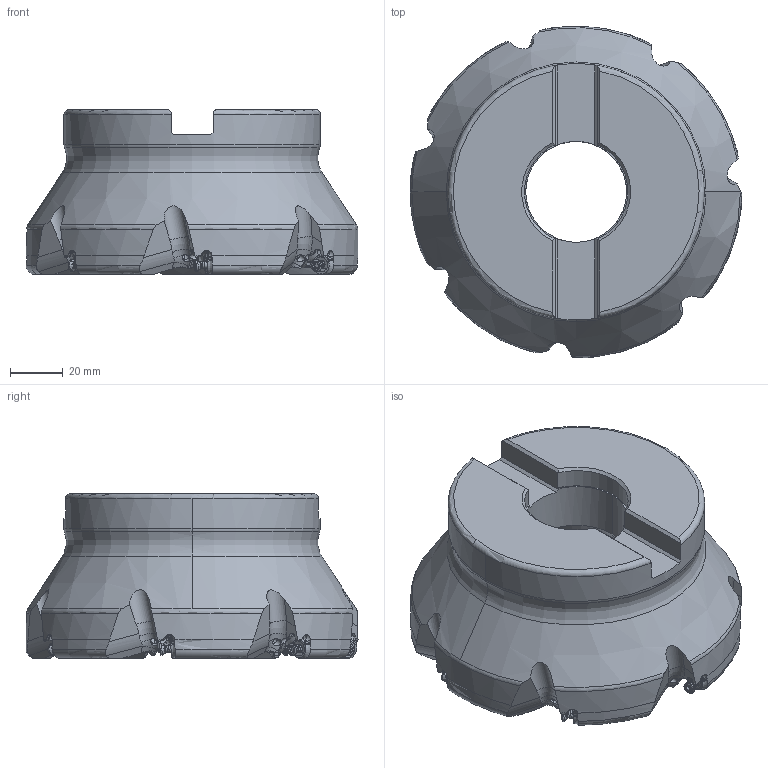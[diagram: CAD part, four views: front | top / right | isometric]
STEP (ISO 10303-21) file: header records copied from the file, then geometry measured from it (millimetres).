
FILE_DESCRIPTION(/* description */ (''),/* implementation_level */ '2;1');
FILE_NAME(/* name */ 'WWX200UR5_0007EA.stp',/* time_stamp */ '2022-11-25T16:42:45+09:00',/* author */ (''),/* organization */ (''),/* preprocessor_version */ 'ST-DEVELOPER v16',/* originating_system */ 'SIEMENS PLM Software NX 10.0',/* authorisation */ '');
FILE_SCHEMA (('AUTOMOTIVE_DESIGN { 1 0 10303 214 3 1 1 1 }'));
Products named in the file (1): WWX200UR5_0007EA_ASM
Bounding box: 125.26 x 125.39 x 62.31 mm (x, y, z)
Volume: 450042.9 mm3; surface area: 51963.5 mm2
Topology: 8 solids, 8 shells, 879 faces, 2572 edges, 1663 vertices
Faces by surface type: cylinder 292, plane 216, bspline 105, sphere 98, cone 75, torus 51, extrusion 42
Entity records: 51919 total; most frequent: CARTESIAN_POINT 30293, ORIENTED_EDGE 5004, DIRECTION 3857, EDGE_CURVE 2502, VERTEX_POINT 1653, AXIS2_PLACEMENT_3D 1619, B_SPLINE_CURVE_WITH_KNOTS 1116, EDGE_LOOP 909
